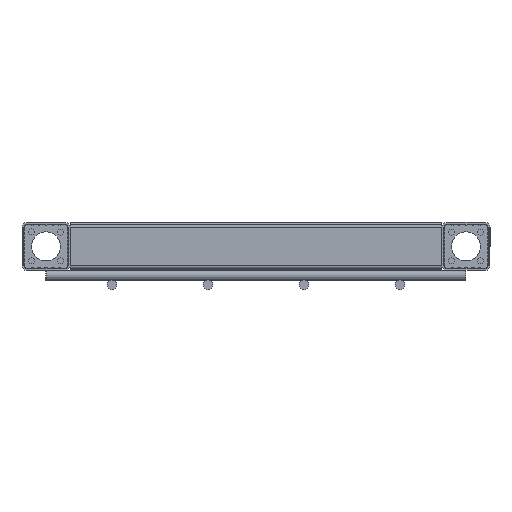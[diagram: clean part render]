
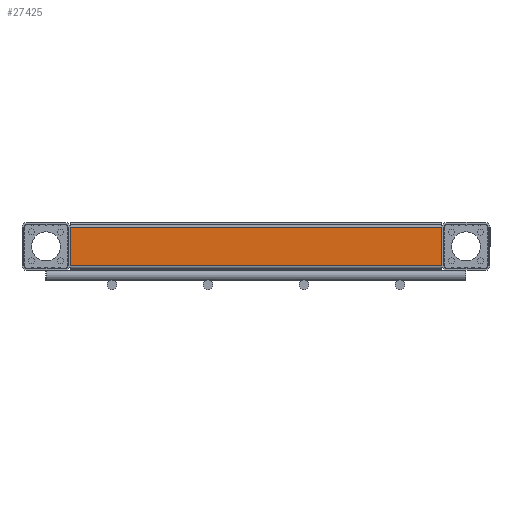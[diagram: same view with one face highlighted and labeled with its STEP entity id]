
A CAD part, left-side view. The second image highlights one B-rep face of the part: STEP entity #27425.
In plain terms, the highlighted planar face has unit normal (-1, 0, 0).
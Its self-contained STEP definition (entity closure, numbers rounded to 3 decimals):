
#995 = EDGE_CURVE ( 'NONE', #21176, #10623, #9805, .T. ) ;
#1146 = VERTEX_POINT ( 'NONE', #13586 ) ;
#1305 = DIRECTION ( 'NONE',  ( 1., 0., 0. ) ) ;
#1957 = FACE_OUTER_BOUND ( 'NONE', #25979, .T. ) ;
#3033 = DIRECTION ( 'NONE',  ( 0., 0., -1. ) ) ;
#3192 = CARTESIAN_POINT ( 'NONE',  ( -997.5, -87.5, 8. ) ) ;
#3705 = ORIENTED_EDGE ( 'NONE', *, *, #4207, .T. ) ;
#4207 = EDGE_CURVE ( 'NONE', #1146, #22890, #24041, .T. ) ;
#4695 = CARTESIAN_POINT ( 'NONE',  ( -997.5, 77.5, 8. ) ) ;
#4777 = CARTESIAN_POINT ( 'NONE',  ( -997.5, 77.5, -8. ) ) ;
#5566 = CARTESIAN_POINT ( 'NONE',  ( -997.5, -77.5, -8. ) ) ;
#6696 = VECTOR ( 'NONE', #13324, 1000. ) ;
#7675 = ORIENTED_EDGE ( 'NONE', *, *, #13445, .T. ) ;
#7887 = DIRECTION ( 'NONE',  ( 0., 0., -1. ) ) ;
#8497 = DIRECTION ( 'NONE',  ( 0., 1., 0. ) ) ;
#9805 = LINE ( 'NONE', #25418, #11487 ) ;
#9978 = AXIS2_PLACEMENT_3D ( 'NONE', #11830, #1305, #3033 ) ;
#10623 = VERTEX_POINT ( 'NONE', #22306 ) ;
#11487 = VECTOR ( 'NONE', #8497, 1000. ) ;
#11830 = CARTESIAN_POINT ( 'NONE',  ( -997.5, -87.5, -8. ) ) ;
#13324 = DIRECTION ( 'NONE',  ( 0., 1., 0. ) ) ;
#13445 = EDGE_CURVE ( 'NONE', #21176, #1146, #17648, .T. ) ;
#13586 = CARTESIAN_POINT ( 'NONE',  ( -997.5, -77.5, 8. ) ) ;
#14889 = ORIENTED_EDGE ( 'NONE', *, *, #995, .F. ) ;
#15242 = ORIENTED_EDGE ( 'NONE', *, *, #21719, .T. ) ;
#17605 = VECTOR ( 'NONE', #7887, 1000. ) ;
#17648 = LINE ( 'NONE', #5566, #19995 ) ;
#19456 = PLANE ( 'NONE',  #9978 ) ;
#19995 = VECTOR ( 'NONE', #21204, 1000. ) ;
#20400 = LINE ( 'NONE', #4777, #17605 ) ;
#21176 = VERTEX_POINT ( 'NONE', #26313 ) ;
#21204 = DIRECTION ( 'NONE',  ( 0., 0., 1. ) ) ;
#21719 = EDGE_CURVE ( 'NONE', #22890, #10623, #20400, .T. ) ;
#22306 = CARTESIAN_POINT ( 'NONE',  ( -997.5, 77.5, -8. ) ) ;
#22890 = VERTEX_POINT ( 'NONE', #4695 ) ;
#24041 = LINE ( 'NONE', #3192, #6696 ) ;
#25418 = CARTESIAN_POINT ( 'NONE',  ( -997.5, -87.5, -8. ) ) ;
#25979 = EDGE_LOOP ( 'NONE', ( #14889, #7675, #3705, #15242 ) ) ;
#26313 = CARTESIAN_POINT ( 'NONE',  ( -997.5, -77.5, -8. ) ) ;
#27425 = ADVANCED_FACE ( 'NONE', ( #1957 ), #19456, .F. ) ;
